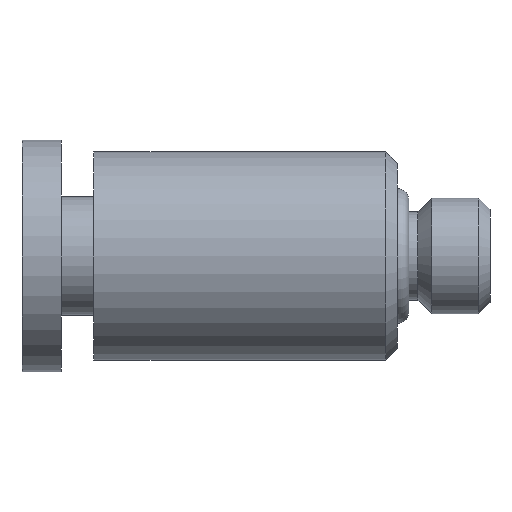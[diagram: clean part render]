
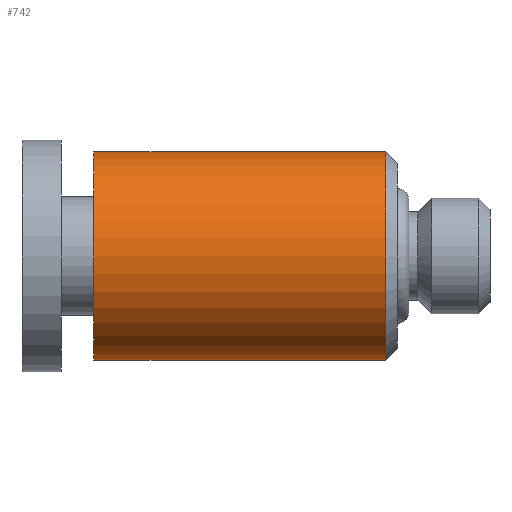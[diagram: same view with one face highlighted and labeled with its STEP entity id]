
A CAD part, left-side view. The second image highlights one B-rep face of the part: STEP entity #742.
In plain terms, the highlighted cylindrical face has radius 4.5 mm (diameter 9 mm), a partial arc.
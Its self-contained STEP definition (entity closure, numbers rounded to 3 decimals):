
#376=CARTESIAN_POINT('',(-0.,4.5,-4.5));
#377=VERTEX_POINT('',#376);
#385=CARTESIAN_POINT('',(0.,4.5,4.5));
#386=VERTEX_POINT('',#385);
#393=CARTESIAN_POINT('',(0.,4.5,0.));
#394=DIRECTION('',(0.,-1.,0.));
#395=DIRECTION('',(0.,0.,-1.));
#396=AXIS2_PLACEMENT_3D('',#393,#394,#395);
#397=CIRCLE('',#396,4.5);
#398=EDGE_CURVE('',#386,#377,#397,.T.);
#408=CARTESIAN_POINT('',(-0.,17.1,4.5));
#409=VERTEX_POINT('',#408);
#410=CARTESIAN_POINT('',(-0.,17.1,4.5));
#411=DIRECTION('',(-0.,-1.,-0.));
#412=VECTOR('',#411,12.6);
#413=LINE('',#410,#412);
#414=EDGE_CURVE('',#409,#386,#413,.T.);
#423=CARTESIAN_POINT('',(-0.,17.1,-4.5));
#424=VERTEX_POINT('',#423);
#425=CARTESIAN_POINT('',(0.,17.1,-4.5));
#426=DIRECTION('',(0.,-1.,0.));
#427=VECTOR('',#426,12.6);
#428=LINE('',#425,#427);
#429=EDGE_CURVE('',#424,#377,#428,.T.);
#466=CARTESIAN_POINT('',(0.,17.1,0.));
#467=DIRECTION('',(0.,-1.,0.));
#468=DIRECTION('',(0.,0.,-1.));
#469=AXIS2_PLACEMENT_3D('',#466,#467,#468);
#470=CIRCLE('',#469,4.5);
#471=EDGE_CURVE('',#409,#424,#470,.T.);
#731=CARTESIAN_POINT('',(0.,0.,0.));
#732=DIRECTION('',(0.,1.,0.));
#733=DIRECTION('',(0.,0.,-1.));
#734=AXIS2_PLACEMENT_3D('',#731,#732,#733);
#735=CYLINDRICAL_SURFACE('',#734,4.5);
#736=ORIENTED_EDGE('',*,*,#414,.F.);
#737=ORIENTED_EDGE('',*,*,#471,.T.);
#738=ORIENTED_EDGE('',*,*,#429,.T.);
#739=ORIENTED_EDGE('',*,*,#398,.F.);
#740=EDGE_LOOP('',(#736,#737,#738,#739));
#741=FACE_BOUND('',#740,.T.);
#742=ADVANCED_FACE('',(#741),#735,.T.);
